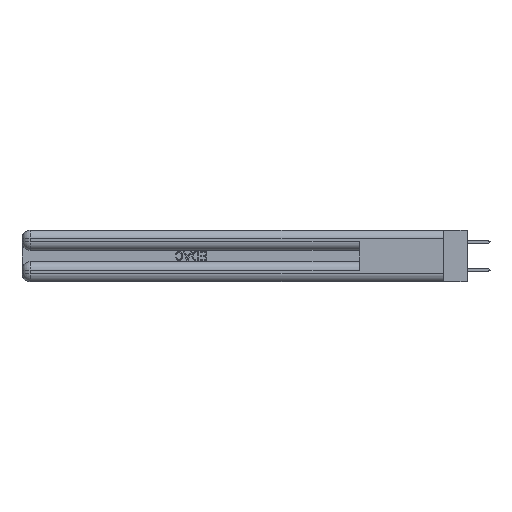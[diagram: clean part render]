
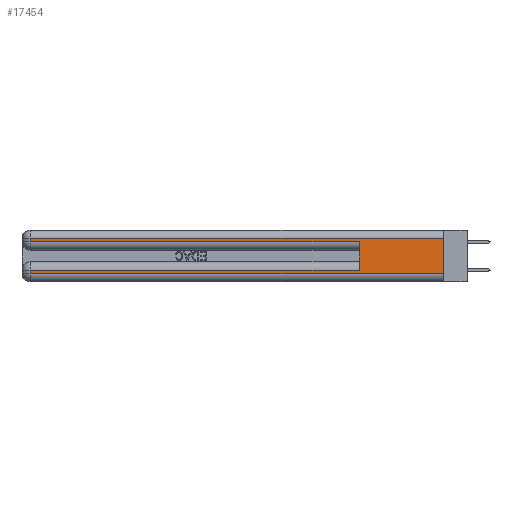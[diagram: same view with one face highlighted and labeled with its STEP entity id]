
A CAD part, left-side view. The second image highlights one B-rep face of the part: STEP entity #17454.
In plain terms, the highlighted planar face has unit normal (-1, 0, 0).
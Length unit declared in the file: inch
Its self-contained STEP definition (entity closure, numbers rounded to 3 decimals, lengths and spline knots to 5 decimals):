
#407 = CARTESIAN_POINT ( 'NONE',  ( 0., 0., 0.06 ) ) ;
#1159 = EDGE_CURVE ( 'NONE', #36677, #30574, #34466, .T. ) ;
#1260 = VECTOR ( 'NONE', #36197, 39.37008 ) ;
#1809 = VECTOR ( 'NONE', #14162, 39.37008 ) ;
#1867 = ORIENTED_EDGE ( 'NONE', *, *, #2020, .F. ) ;
#2020 = EDGE_CURVE ( 'NONE', #27987, #5910, #19167, .T. ) ;
#3046 = DIRECTION ( 'NONE',  ( 0., -1., 0. ) ) ;
#3224 = CARTESIAN_POINT ( 'NONE',  ( 0., 2.94, 0.085 ) ) ;
#4017 = DIRECTION ( 'NONE',  ( 0., 0., -1. ) ) ;
#4806 = LINE ( 'NONE', #14891, #30767 ) ;
#5479 = EDGE_CURVE ( 'NONE', #36677, #40114, #25154, .T. ) ;
#5910 = VERTEX_POINT ( 'NONE', #407 ) ;
#6075 = ORIENTED_EDGE ( 'NONE', *, *, #5479, .T. ) ;
#6943 = DIRECTION ( 'NONE',  ( 0., 0., 1. ) ) ;
#8471 = PLANE ( 'NONE',  #36015 ) ;
#9871 = VECTOR ( 'NONE', #14558, 39.37008 ) ;
#9873 = VECTOR ( 'NONE', #25060, 39.37008 ) ;
#10119 = CARTESIAN_POINT ( 'NONE',  ( 0., 2.94, 0.31 ) ) ;
#10931 = CARTESIAN_POINT ( 'NONE',  ( 0., 0.6, 0.285 ) ) ;
#11736 = DIRECTION ( 'NONE',  ( 1., 0., 0. ) ) ;
#11876 = DIRECTION ( 'NONE',  ( 0., -1., 0. ) ) ;
#12108 = VERTEX_POINT ( 'NONE', #10119 ) ;
#13428 = CARTESIAN_POINT ( 'NONE',  ( 0., 0., 0.31 ) ) ;
#14101 = EDGE_CURVE ( 'NONE', #26859, #5910, #16656, .T. ) ;
#14162 = DIRECTION ( 'NONE',  ( 0., 0., -1. ) ) ;
#14480 = CARTESIAN_POINT ( 'NONE',  ( 0., 2.94, 0.285 ) ) ;
#14558 = DIRECTION ( 'NONE',  ( 0., 1., 0. ) ) ;
#14891 = CARTESIAN_POINT ( 'NONE',  ( 0., 0., 0.285 ) ) ;
#15090 = VECTOR ( 'NONE', #4017, 39.37008 ) ;
#15615 = VECTOR ( 'NONE', #3046, 39.37008 ) ;
#15637 = EDGE_CURVE ( 'NONE', #23293, #30574, #4806, .T. ) ;
#15812 = CARTESIAN_POINT ( 'NONE',  ( 0., 0.6, 0.085 ) ) ;
#16656 = LINE ( 'NONE', #22563, #15615 ) ;
#16717 = FACE_OUTER_BOUND ( 'NONE', #39568, .T. ) ;
#17454 = ADVANCED_FACE ( 'NONE', ( #16717 ), #8471, .F. ) ;
#18288 = ORIENTED_EDGE ( 'NONE', *, *, #15637, .T. ) ;
#19167 = LINE ( 'NONE', #30512, #1809 ) ;
#19202 = CARTESIAN_POINT ( 'NONE',  ( 0., 2.94, 0.06 ) ) ;
#22563 = CARTESIAN_POINT ( 'NONE',  ( 0., 0., 0.06 ) ) ;
#23293 = VERTEX_POINT ( 'NONE', #14480 ) ;
#24507 = ORIENTED_EDGE ( 'NONE', *, *, #14101, .T. ) ;
#24699 = CARTESIAN_POINT ( 'NONE',  ( 0., 0., 0.37 ) ) ;
#25060 = DIRECTION ( 'NONE',  ( 0., 0., -1. ) ) ;
#25154 = LINE ( 'NONE', #27488, #9871 ) ;
#25735 = EDGE_CURVE ( 'NONE', #27987, #12108, #41551, .T. ) ;
#25894 = ORIENTED_EDGE ( 'NONE', *, *, #33248, .T. ) ;
#26131 = EDGE_CURVE ( 'NONE', #40114, #26859, #27195, .T. ) ;
#26859 = VERTEX_POINT ( 'NONE', #19202 ) ;
#27195 = LINE ( 'NONE', #34723, #9873 ) ;
#27488 = CARTESIAN_POINT ( 'NONE',  ( 0., 0., 0.085 ) ) ;
#27646 = CARTESIAN_POINT ( 'NONE',  ( 0., 0., 0.31 ) ) ;
#27987 = VERTEX_POINT ( 'NONE', #27646 ) ;
#28933 = ORIENTED_EDGE ( 'NONE', *, *, #1159, .F. ) ;
#30512 = CARTESIAN_POINT ( 'NONE',  ( 0., 0., 0.37 ) ) ;
#30574 = VERTEX_POINT ( 'NONE', #10931 ) ;
#30767 = VECTOR ( 'NONE', #11876, 39.37008 ) ;
#31072 = ORIENTED_EDGE ( 'NONE', *, *, #26131, .T. ) ;
#32375 = LINE ( 'NONE', #39782, #15090 ) ;
#33248 = EDGE_CURVE ( 'NONE', #12108, #23293, #32375, .T. ) ;
#33442 = VECTOR ( 'NONE', #6943, 39.37008 ) ;
#34466 = LINE ( 'NONE', #36267, #33442 ) ;
#34497 = DIRECTION ( 'NONE',  ( 0., 0., -1. ) ) ;
#34723 = CARTESIAN_POINT ( 'NONE',  ( 0., 2.94, 0.37 ) ) ;
#35016 = ORIENTED_EDGE ( 'NONE', *, *, #25735, .T. ) ;
#36015 = AXIS2_PLACEMENT_3D ( 'NONE', #24699, #11736, #34497 ) ;
#36197 = DIRECTION ( 'NONE',  ( 0., 1., 0. ) ) ;
#36267 = CARTESIAN_POINT ( 'NONE',  ( 0., 0.6, 0.145 ) ) ;
#36677 = VERTEX_POINT ( 'NONE', #15812 ) ;
#39568 = EDGE_LOOP ( 'NONE', ( #1867, #35016, #25894, #18288, #28933, #6075, #31072, #24507 ) ) ;
#39782 = CARTESIAN_POINT ( 'NONE',  ( 0., 2.94, 0.37 ) ) ;
#40114 = VERTEX_POINT ( 'NONE', #3224 ) ;
#41551 = LINE ( 'NONE', #13428, #1260 ) ;
